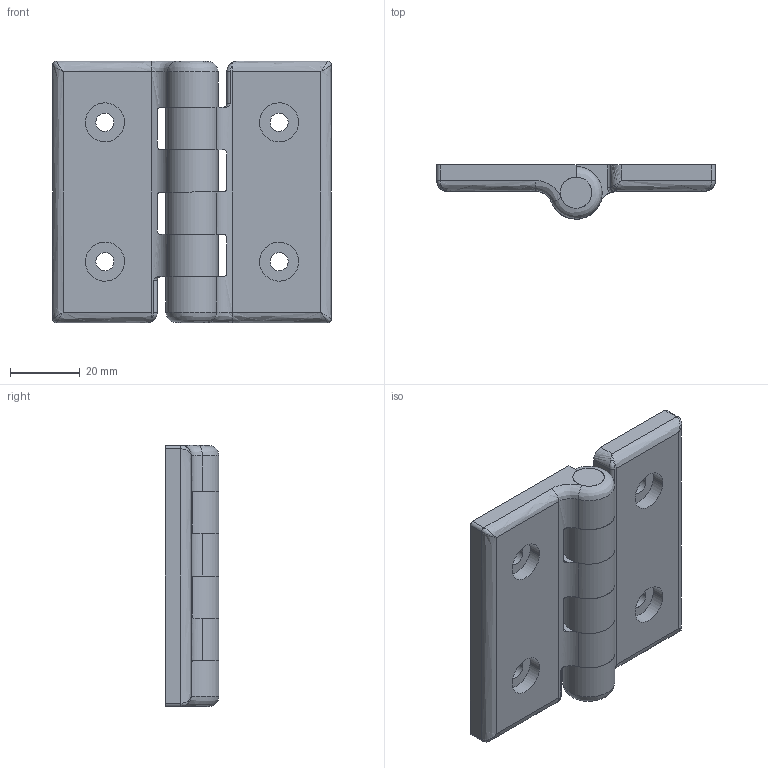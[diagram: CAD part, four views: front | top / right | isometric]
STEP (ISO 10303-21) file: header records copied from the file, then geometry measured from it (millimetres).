
FILE_DESCRIPTION((''),'2;1');
FILE_NAME('','2006-09-07T18:47:57',(''),(''),'','CADfix','');
FILE_SCHEMA(('AUTOMOTIVE_DESIGN'));
Length unit declared in the file: millimetre
Products named in the file (4): cap; hinge pieces; shaft; TH_141_1_27582_36
Assembly tree (5 placements, depth 2):
  TH_141_1_27582_36
    cap  x2
    hinge pieces  x2
    shaft
Bounding box: 80 x 15.5 x 75 mm (x, y, z)
Volume: 40337.2 mm3; surface area: 25285.6 mm2
Topology: 5 solids, 5 shells, 216 faces, 606 edges, 416 vertices
Faces by surface type: bspline 216
Entity records: 3955 total; most frequent: CARTESIAN_POINT 2111, ORIENTED_EDGE 610, EDGE_CURVE 305, VERTEX_POINT 212, QUASI_UNIFORM_CURVE 155, EDGE_LOOP 131, FACE_OUTER_BOUND 110, ADVANCED_FACE 110
